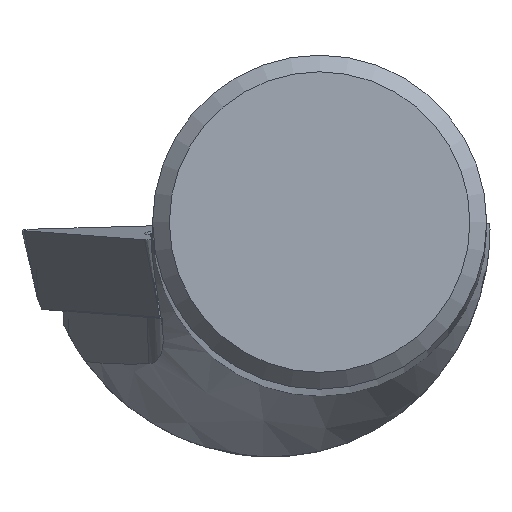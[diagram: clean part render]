
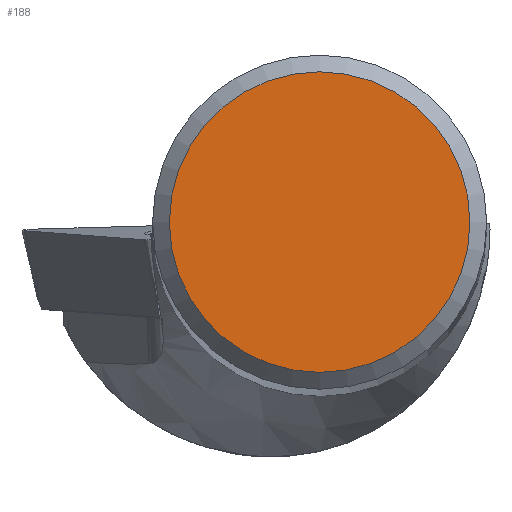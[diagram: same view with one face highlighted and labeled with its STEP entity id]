
A CAD part, top view. The second image highlights one B-rep face of the part: STEP entity #188.
In plain terms, the highlighted planar face has unit normal (0, 0, 1).
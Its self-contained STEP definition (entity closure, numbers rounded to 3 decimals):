
#147=FACE_OUTER_BOUND('',#399,.T.);
#188=ADVANCED_FACE('',(#147),#218,.T.);
#218=PLANE('',#963);
#399=EDGE_LOOP('',(#540));
#540=ORIENTED_EDGE('',*,*,#787,.T.);
#695=VERTEX_POINT('',#1563);
#787=EDGE_CURVE('',#695,#695,#833,.T.);
#833=CIRCLE('',#962,4.494);
#962=AXIS2_PLACEMENT_3D('',#1562,#1136,#1137);
#963=AXIS2_PLACEMENT_3D('',#1564,#1138,#1139);
#1136=DIRECTION('',(0.,0.,1.));
#1137=DIRECTION('',(1.,0.,0.));
#1138=DIRECTION('',(0.,0.,1.));
#1139=DIRECTION('',(1.,0.,0.));
#1562=CARTESIAN_POINT('',(0.,0.,0.));
#1563=CARTESIAN_POINT('',(4.494,0.,0.));
#1564=CARTESIAN_POINT('',(0.,0.,
0.));
